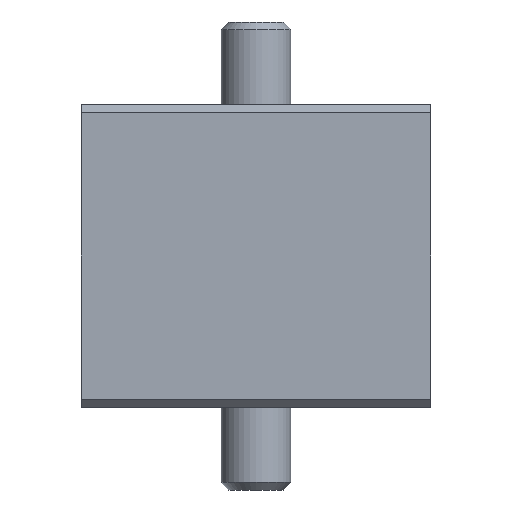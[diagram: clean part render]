
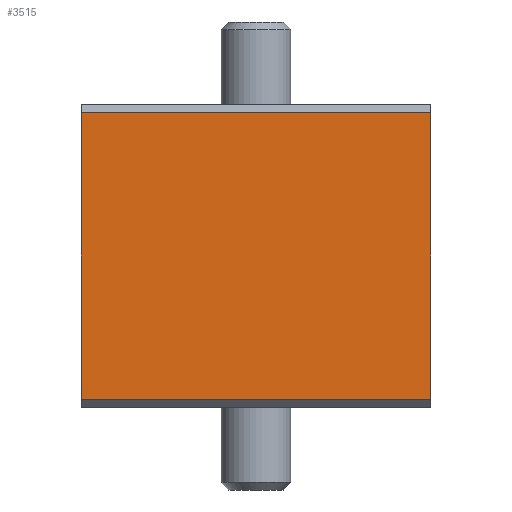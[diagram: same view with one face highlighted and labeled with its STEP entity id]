
A CAD part, left-side view. The second image highlights one B-rep face of the part: STEP entity #3515.
In plain terms, the highlighted planar face has unit normal (-1, 0, 0).
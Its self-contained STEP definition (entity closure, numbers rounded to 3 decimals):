
#423=LINE('',#5876,#729);
#459=LINE('',#5948,#765);
#460=LINE('',#5950,#766);
#461=LINE('',#5952,#767);
#729=VECTOR('',#4648,1000.);
#765=VECTOR('',#4714,1000.);
#766=VECTOR('',#4715,1000.);
#767=VECTOR('',#4716,1000.);
#1446=ORIENTED_EDGE('',*,*,#2145,.F.);
#1447=ORIENTED_EDGE('',*,*,#2184,.F.);
#1448=ORIENTED_EDGE('',*,*,#2185,.T.);
#1449=ORIENTED_EDGE('',*,*,#2186,.T.);
#2145=EDGE_CURVE('',#2558,#2559,#423,.T.);
#2184=EDGE_CURVE('',#2580,#2558,#459,.T.);
#2185=EDGE_CURVE('',#2580,#2581,#460,.T.);
#2186=EDGE_CURVE('',#2581,#2559,#461,.T.);
#2558=VERTEX_POINT('',#5875);
#2559=VERTEX_POINT('',#5877);
#2580=VERTEX_POINT('',#5949);
#2581=VERTEX_POINT('',#5951);
#2921=EDGE_LOOP('',(#1446,#1447,#1448,#1449));
#3174=FACE_BOUND('',#2921,.T.);
#3365=PLANE('',#3868);
#3515=ADVANCED_FACE('',(#3174),#3365,.T.);
#3868=AXIS2_PLACEMENT_3D('',#5947,#4712,#4713);
#4648=DIRECTION('',(0.,0.,1.));
#4712=DIRECTION('',(-1.,0.,0.));
#4713=DIRECTION('',(0.,0.,1.));
#4714=DIRECTION('',(0.,1.,0.));
#4715=DIRECTION('',(0.,0.,1.));
#4716=DIRECTION('',(0.,1.,0.));
#5875=CARTESIAN_POINT('',(-21.5,10.,-8.2));
#5876=CARTESIAN_POINT('',(-21.5,10.,-8.2));
#5877=CARTESIAN_POINT('',(-21.5,10.,8.2));
#5947=CARTESIAN_POINT('',(-21.5,-10.,-8.2));
#5948=CARTESIAN_POINT('',(-21.5,-10.,-8.2));
#5949=CARTESIAN_POINT('',(-21.5,-10.,-8.2));
#5950=CARTESIAN_POINT('',(-21.5,-10.,-8.2));
#5951=CARTESIAN_POINT('',(-21.5,-10.,8.2));
#5952=CARTESIAN_POINT('',(-21.5,-10.,8.2));
